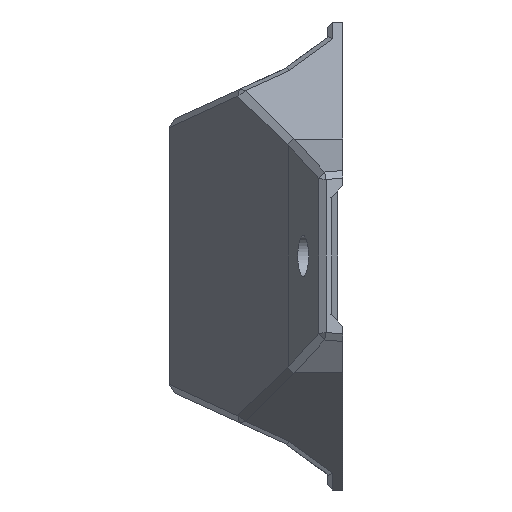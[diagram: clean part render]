
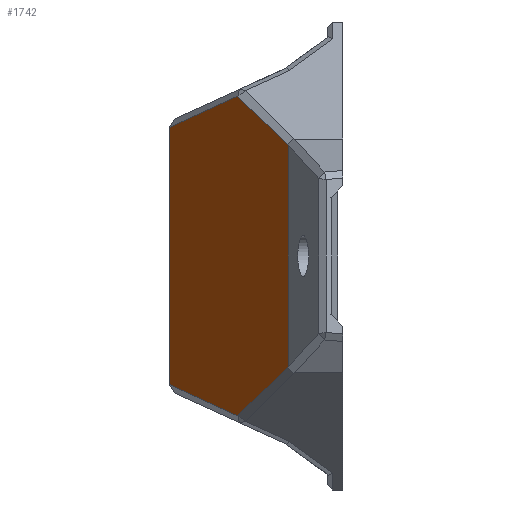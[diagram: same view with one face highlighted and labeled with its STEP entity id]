
A CAD part, left-side view. The second image highlights one B-rep face of the part: STEP entity #1742.
In plain terms, the highlighted planar face has unit normal (-0.548, 0.837, 0).
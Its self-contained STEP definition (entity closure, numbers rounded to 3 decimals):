
#83=FACE_OUTER_BOUND('',#178,.T.);
#178=EDGE_LOOP('',(#1366,#1367,#1368,#1369,#1370,#1371));
#304=LINE('',#2501,#544);
#309=LINE('',#2511,#549);
#323=LINE('',#2535,#563);
#329=LINE('',#2547,#569);
#386=LINE('',#2657,#626);
#391=LINE('',#2667,#631);
#544=VECTOR('',#2029,10.);
#549=VECTOR('',#2036,10.);
#563=VECTOR('',#2060,10.);
#569=VECTOR('',#2070,10.);
#626=VECTOR('',#2161,10.);
#631=VECTOR('',#2168,10.);
#714=VERTEX_POINT('',#2355);
#741=VERTEX_POINT('',#2431);
#764=VERTEX_POINT('',#2500);
#768=VERTEX_POINT('',#2510);
#773=VERTEX_POINT('',#2534);
#777=VERTEX_POINT('',#2546);
#938=EDGE_CURVE('',#764,#741,#304,.T.);
#943=EDGE_CURVE('',#741,#768,#309,.T.);
#957=EDGE_CURVE('',#714,#773,#323,.T.);
#963=EDGE_CURVE('',#777,#714,#329,.T.);
#1020=EDGE_CURVE('',#773,#764,#386,.T.);
#1025=EDGE_CURVE('',#768,#777,#391,.T.);
#1366=ORIENTED_EDGE('',*,*,#943,.F.);
#1367=ORIENTED_EDGE('',*,*,#938,.F.);
#1368=ORIENTED_EDGE('',*,*,#1020,.F.);
#1369=ORIENTED_EDGE('',*,*,#957,.F.);
#1370=ORIENTED_EDGE('',*,*,#963,.F.);
#1371=ORIENTED_EDGE('',*,*,#1025,.F.);
#1651=PLANE('',#1850);
#1742=ADVANCED_FACE('',(#83),#1651,.F.);
#1850=AXIS2_PLACEMENT_3D('',#2666,#2166,#2167);
#2029=DIRECTION('',(-0.812,-0.531,0.242));
#2036=DIRECTION('',(-0.737,-0.482,-0.474));
#2060=DIRECTION('',(0.812,0.531,0.242));
#2070=DIRECTION('',(0.737,0.482,-0.474));
#2161=DIRECTION('',(0.,0.,1.));
#2166=DIRECTION('center_axis',(0.548,-0.837,0.));
#2167=DIRECTION('ref_axis',(-0.837,-0.548,0.));
#2168=DIRECTION('',(0.,0.,-1.));
#2355=CARTESIAN_POINT('',(16.732,8.994,-33.664));
#2431=CARTESIAN_POINT('',(16.732,8.994,-6.336));
#2500=CARTESIAN_POINT('',(25.711,14.87,-9.015));
#2501=CARTESIAN_POINT('',(35.425,21.227,-11.913));
#2510=CARTESIAN_POINT('',(10.146,4.685,-10.568));
#2511=CARTESIAN_POINT('',(19.937,11.092,-4.277));
#2534=CARTESIAN_POINT('',(25.711,14.87,-30.985));
#2535=CARTESIAN_POINT('',(36.787,22.118,-27.68));
#2546=CARTESIAN_POINT('',(10.146,4.685,-29.432));
#2547=CARTESIAN_POINT('',(18.929,10.432,-35.075));
#2657=CARTESIAN_POINT('',(25.711,14.87,-10.));
#2666=CARTESIAN_POINT('Origin',(25.711,14.87,0.));
#2667=CARTESIAN_POINT('',(10.146,4.685,0.));
